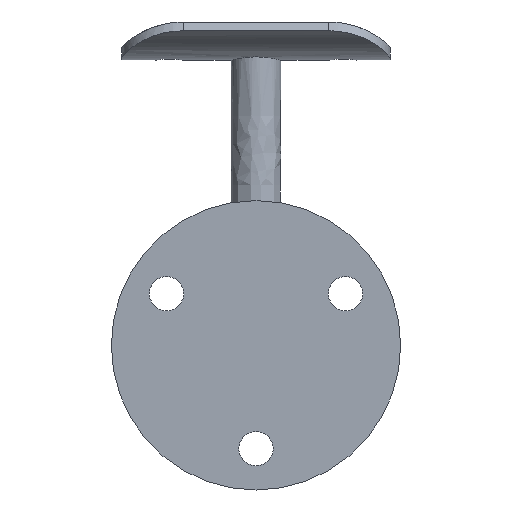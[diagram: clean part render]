
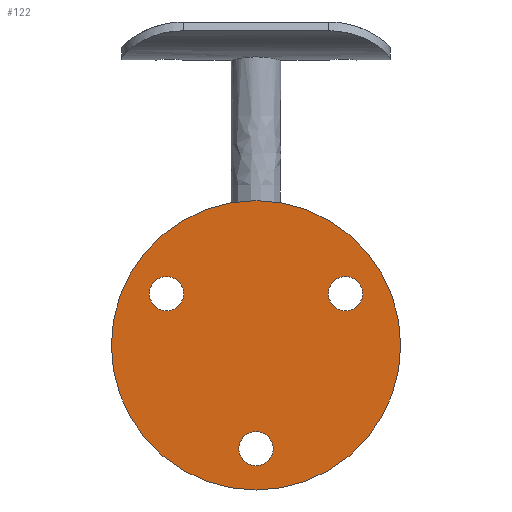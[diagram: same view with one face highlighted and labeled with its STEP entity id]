
A CAD part, left-side view. The second image highlights one B-rep face of the part: STEP entity #122.
In plain terms, the highlighted planar face has unit normal (-1, 0, 0).
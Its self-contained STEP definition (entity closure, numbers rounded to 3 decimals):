
#51=PLANE('',#423);
#81=CIRCLE('',#416,4.15);
#82=CIRCLE('',#418,35.);
#83=CIRCLE('',#421,4.15);
#84=CIRCLE('',#422,4.15);
#122=ADVANCED_FACE('',(#154,#155,#156,#157),#51,.F.);
#154=FACE_BOUND('',#194,.T.);
#155=FACE_BOUND('',#195,.T.);
#156=FACE_BOUND('',#196,.T.);
#157=FACE_BOUND('',#197,.T.);
#194=EDGE_LOOP('',(#264));
#195=EDGE_LOOP('',(#265));
#196=EDGE_LOOP('',(#266));
#197=EDGE_LOOP('',(#267));
#264=ORIENTED_EDGE('',*,*,#366,.F.);
#265=ORIENTED_EDGE('',*,*,#367,.F.);
#266=ORIENTED_EDGE('',*,*,#365,.F.);
#267=ORIENTED_EDGE('',*,*,#364,.T.);
#323=VERTEX_POINT('',#1720);
#324=VERTEX_POINT('',#1723);
#325=VERTEX_POINT('',#1727);
#326=VERTEX_POINT('',#1729);
#364=EDGE_CURVE('',#323,#323,#81,.T.);
#365=EDGE_CURVE('',#324,#324,#82,.T.);
#366=EDGE_CURVE('',#325,#325,#83,.T.);
#367=EDGE_CURVE('',#326,#326,#84,.T.);
#416=AXIS2_PLACEMENT_3D('',#1719,#484,#485);
#418=AXIS2_PLACEMENT_3D('',#1722,#488,#489);
#421=AXIS2_PLACEMENT_3D('',#1726,#494,#495);
#422=AXIS2_PLACEMENT_3D('',#1728,#496,#497);
#423=AXIS2_PLACEMENT_3D('',#1730,#498,#499);
#484=DIRECTION('',(1.,0.,0.));
#485=DIRECTION('',(0.,0.,-1.));
#488=DIRECTION('',(1.,0.,0.));
#489=DIRECTION('',(0.,1.,0.));
#494=DIRECTION('',(-1.,0.,0.));
#495=DIRECTION('',(0.,1.,0.));
#496=DIRECTION('',(-1.,0.,0.));
#497=DIRECTION('',(0.,1.,0.));
#498=DIRECTION('',(1.,0.,0.));
#499=DIRECTION('',(0.,0.,1.));
#1719=CARTESIAN_POINT('',(0.,0.,-25.));
#1720=CARTESIAN_POINT('',(0.,0.,-29.15));
#1722=CARTESIAN_POINT('',(0.,0.,0.));
#1723=CARTESIAN_POINT('',(0.,35.,0.));
#1726=CARTESIAN_POINT('',(0.,-21.651,12.5));
#1727=CARTESIAN_POINT('',(0.,-17.501,12.5));
#1728=CARTESIAN_POINT('',(0.,21.651,12.5));
#1729=CARTESIAN_POINT('',(0.,25.801,12.5));
#1730=CARTESIAN_POINT('',(0.,0.,0.));
